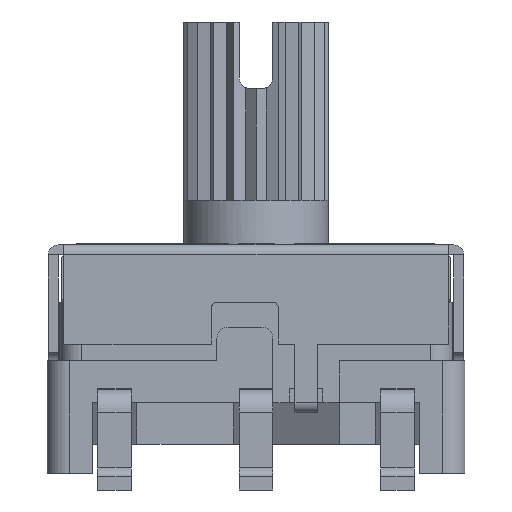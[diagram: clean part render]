
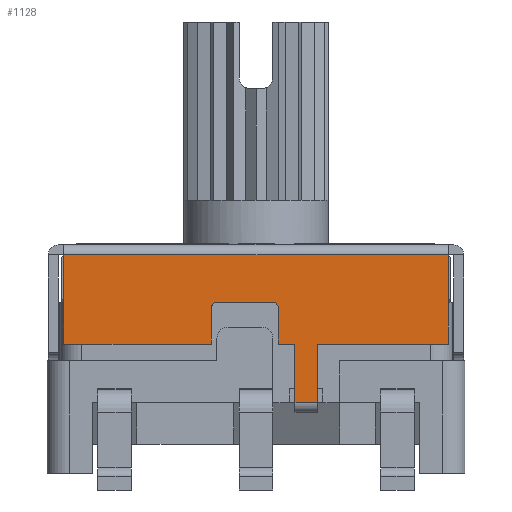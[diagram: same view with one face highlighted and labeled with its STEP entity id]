
A CAD part, front view. The second image highlights one B-rep face of the part: STEP entity #1128.
In plain terms, the highlighted face is planar.
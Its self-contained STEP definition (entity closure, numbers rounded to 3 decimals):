
#1128 = ADVANCED_FACE( '', ( #2943 ), #2944, .F. );
#2943 = FACE_OUTER_BOUND( '', #5493, .T. );
#2944 = PLANE( '', #5494 );
#5493 = EDGE_LOOP( '', ( #8690, #8691, #8692, #8693, #8694, #8695, #8696, #8697, #8698, #8699, #8700, #8701, #8702, #8703 ) );
#5494 = AXIS2_PLACEMENT_3D( '', #8704, #8705, #8706 );
#8690 = ORIENTED_EDGE( '', *, *, #16274, .F. );
#8691 = ORIENTED_EDGE( '', *, *, #16275, .F. );
#8692 = ORIENTED_EDGE( '', *, *, #16276, .F. );
#8693 = ORIENTED_EDGE( '', *, *, #16277, .F. );
#8694 = ORIENTED_EDGE( '', *, *, #16278, .F. );
#8695 = ORIENTED_EDGE( '', *, *, #16279, .F. );
#8696 = ORIENTED_EDGE( '', *, *, #16280, .T. );
#8697 = ORIENTED_EDGE( '', *, *, #16281, .T. );
#8698 = ORIENTED_EDGE( '', *, *, #16282, .F. );
#8699 = ORIENTED_EDGE( '', *, *, #16283, .F. );
#8700 = ORIENTED_EDGE( '', *, *, #16284, .F. );
#8701 = ORIENTED_EDGE( '', *, *, #16285, .T. );
#8702 = ORIENTED_EDGE( '', *, *, #16286, .T. );
#8703 = ORIENTED_EDGE( '', *, *, #16287, .F. );
#8704 = CARTESIAN_POINT( '', ( 3.45, -0.18, 3.73 ) );
#8705 = DIRECTION( '', ( 0., 0., -1. ) );
#8706 = DIRECTION( '', ( -1., 0., 0. ) );
#16274 = EDGE_CURVE( '', #19893, #19894, #19895, .T. );
#16275 = EDGE_CURVE( '', #19896, #19893, #19897, .F. );
#16276 = EDGE_CURVE( '', #19898, #19896, #19899, .T. );
#16277 = EDGE_CURVE( '', #19900, #19898, #19901, .F. );
#16278 = EDGE_CURVE( '', #19902, #19900, #19903, .T. );
#16279 = EDGE_CURVE( '', #19904, #19902, #19905, .T. );
#16280 = EDGE_CURVE( '', #19904, #19906, #19907, .T. );
#16281 = EDGE_CURVE( '', #19906, #19908, #19909, .T. );
#16282 = EDGE_CURVE( '', #19910, #19908, #19911, .T. );
#16283 = EDGE_CURVE( '', #19912, #19910, #19913, .T. );
#16284 = EDGE_CURVE( '', #19914, #19912, #19915, .T. );
#16285 = EDGE_CURVE( '', #19914, #19916, #19917, .T. );
#16286 = EDGE_CURVE( '', #19916, #19918, #19919, .T. );
#16287 = EDGE_CURVE( '', #19894, #19918, #19920, .T. );
#19893 = VERTEX_POINT( '', #24918 );
#19894 = VERTEX_POINT( '', #24919 );
#19895 = LINE( '', #24920, #24921 );
#19896 = VERTEX_POINT( '', #24922 );
#19897 = CIRCLE( '', #24923, 0.1 );
#19898 = VERTEX_POINT( '', #24924 );
#19899 = LINE( '', #24925, #24926 );
#19900 = VERTEX_POINT( '', #24927 );
#19901 = CIRCLE( '', #24928, 0.1 );
#19902 = VERTEX_POINT( '', #24929 );
#19903 = LINE( '', #24930, #24931 );
#19904 = VERTEX_POINT( '', #24932 );
#19905 = LINE( '', #24933, #24934 );
#19906 = VERTEX_POINT( '', #24935 );
#19907 = LINE( '', #24936, #24937 );
#19908 = VERTEX_POINT( '', #24938 );
#19909 = LINE( '', #24939, #24940 );
#19910 = VERTEX_POINT( '', #24941 );
#19911 = LINE( '', #24942, #24943 );
#19912 = VERTEX_POINT( '', #24944 );
#19913 = LINE( '', #24945, #24946 );
#19914 = VERTEX_POINT( '', #24947 );
#19915 = LINE( '', #24948, #24949 );
#19916 = VERTEX_POINT( '', #24950 );
#19917 = LINE( '', #24951, #24952 );
#19918 = VERTEX_POINT( '', #24953 );
#19919 = LINE( '', #24954, #24955 );
#19920 = LINE( '', #24956, #24957 );
#24918 = CARTESIAN_POINT( '', ( -0.8, -1.13, 3.73 ) );
#24919 = CARTESIAN_POINT( '', ( -0.8, -1.78, 3.73 ) );
#24920 = CARTESIAN_POINT( '', ( -0.8, -0.18, 3.73 ) );
#24921 = VECTOR( '', #30635, 1000. );
#24922 = CARTESIAN_POINT( '', ( -0.7, -1.03, 3.73 ) );
#24923 = AXIS2_PLACEMENT_3D( '', #30636, #30637, #30638 );
#24924 = CARTESIAN_POINT( '', ( 0.3, -1.03, 3.73 ) );
#24925 = CARTESIAN_POINT( '', ( 3.45, -1.03, 3.73 ) );
#24926 = VECTOR( '', #30639, 1000. );
#24927 = CARTESIAN_POINT( '', ( 0.4, -1.13, 3.73 ) );
#24928 = AXIS2_PLACEMENT_3D( '', #30640, #30641, #30642 );
#24929 = CARTESIAN_POINT( '', ( 0.4, -1.78, 3.73 ) );
#24930 = CARTESIAN_POINT( '', ( 0.4, -0.18, 3.73 ) );
#24931 = VECTOR( '', #30643, 1000. );
#24932 = CARTESIAN_POINT( '', ( 0.7, -1.78, 3.73 ) );
#24933 = CARTESIAN_POINT( '', ( 3.45, -1.78, 3.73 ) );
#24934 = VECTOR( '', #30644, 1000. );
#24935 = CARTESIAN_POINT( '', ( 0.7, -2.83, 3.73 ) );
#24936 = CARTESIAN_POINT( '', ( 0.7, -1.78, 3.73 ) );
#24937 = VECTOR( '', #30645, 1000. );
#24938 = CARTESIAN_POINT( '', ( 1.1, -2.83, 3.73 ) );
#24939 = CARTESIAN_POINT( '', ( 0.7, -2.83, 3.73 ) );
#24940 = VECTOR( '', #30646, 1000. );
#24941 = CARTESIAN_POINT( '', ( 1.1, -1.78, 3.73 ) );
#24942 = CARTESIAN_POINT( '', ( 1.1, -1.78, 3.73 ) );
#24943 = VECTOR( '', #30647, 1000. );
#24944 = CARTESIAN_POINT( '', ( 3.45, -1.78, 3.73 ) );
#24945 = CARTESIAN_POINT( '', ( 3.45, -1.78, 3.73 ) );
#24946 = VECTOR( '', #30648, 1000. );
#24947 = CARTESIAN_POINT( '', ( 3.45, -0.18, 3.73 ) );
#24948 = CARTESIAN_POINT( '', ( 3.45, -0.18, 3.73 ) );
#24949 = VECTOR( '', #30649, 1000. );
#24950 = CARTESIAN_POINT( '', ( -3.45, -0.18, 3.73 ) );
#24951 = CARTESIAN_POINT( '', ( 3.45, -0.18, 3.73 ) );
#24952 = VECTOR( '', #30650, 1000. );
#24953 = CARTESIAN_POINT( '', ( -3.45, -1.78, 3.73 ) );
#24954 = CARTESIAN_POINT( '', ( -3.45, -0.18, 3.73 ) );
#24955 = VECTOR( '', #30651, 1000. );
#24956 = CARTESIAN_POINT( '', ( 3.45, -1.78, 3.73 ) );
#24957 = VECTOR( '', #30652, 1000. );
#30635 = DIRECTION( '', ( 0., -1., 0. ) );
#30636 = CARTESIAN_POINT( '', ( -0.7, -1.13, 3.73 ) );
#30637 = DIRECTION( '', ( 0., 0., -1. ) );
#30638 = DIRECTION( '', ( -1., 0., 0. ) );
#30639 = DIRECTION( '', ( -1., 0., 0. ) );
#30640 = CARTESIAN_POINT( '', ( 0.3, -1.13, 3.73 ) );
#30641 = DIRECTION( '', ( 0., 0., -1. ) );
#30642 = DIRECTION( '', ( -1., 0., 0. ) );
#30643 = DIRECTION( '', ( 0., 1., 0. ) );
#30644 = DIRECTION( '', ( -1., 0., 0. ) );
#30645 = DIRECTION( '', ( 0., -1., 0. ) );
#30646 = DIRECTION( '', ( 1., 0., 0. ) );
#30647 = DIRECTION( '', ( 0., -1., 0. ) );
#30648 = DIRECTION( '', ( -1., 0., 0. ) );
#30649 = DIRECTION( '', ( 0., -1., 0. ) );
#30650 = DIRECTION( '', ( -1., 0., 0. ) );
#30651 = DIRECTION( '', ( 0., -1., 0. ) );
#30652 = DIRECTION( '', ( -1., 0., 0. ) );
